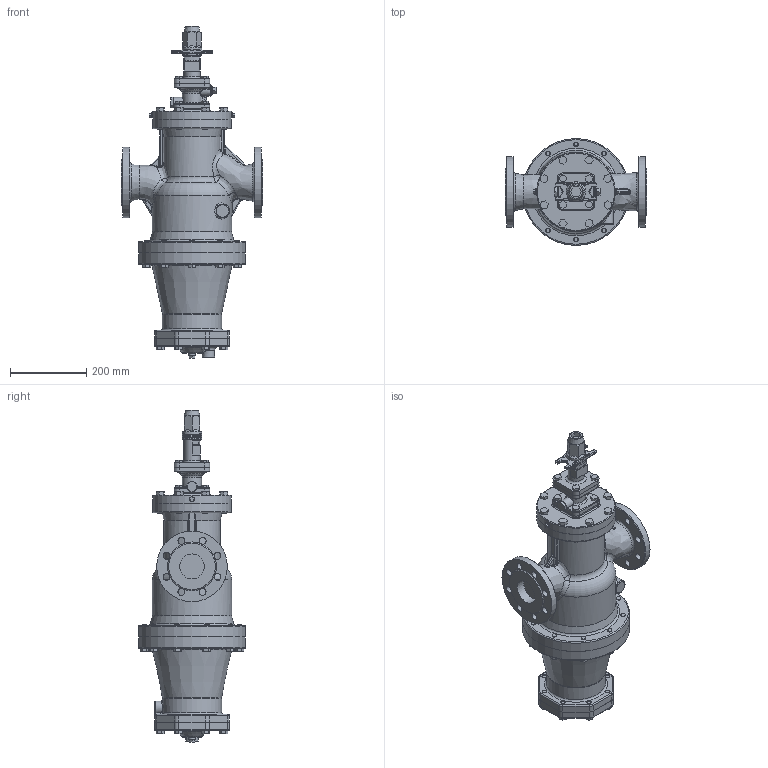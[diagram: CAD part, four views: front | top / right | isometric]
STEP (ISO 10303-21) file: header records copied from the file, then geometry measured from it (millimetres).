
FILE_DESCRIPTION(/* description */ (''),/* implementation_level */ '2;1');
FILE_NAME(/* name */ 'cos16-065-e0025-00.stp',/* time_stamp */ '2025-07-11T14:38:56+09:00',/* author */ ('shibuya'),/* organization */ (''),/* preprocessor_version */ 'ST-DEVELOPER v20',/* originating_system */ 'Autodesk Inventor 2025',/* authorisation */ '');
FILE_SCHEMA (('AUTOMOTIVE_DESIGN { 1 0 10303 214 3 1 1 }'));
Length unit declared in the file: millimetre
Products named in the file (1): cos16-065-e0025-00
Bounding box: 370 x 280 x 870.4 mm (x, y, z)
Volume: 21461456.8 mm3; surface area: 1161333.7 mm2
Topology: 6 solids, 6 shells, 1023 faces, 2405 edges, 1491 vertices
Faces by surface type: plane 496, cylinder 293, bspline 116, torus 66, sphere 30, cone 22
Full cylindrical faces by diameter (mm): 8.376 x4, 10 x4, 10.106 x26, 12 x30, 14 x26, 17.475 x1, 18 x16, 27 x1, 30 x1, 32 x1, 42 x1, 44.924 x1, 48.648 x1, 51 x1, 52 x1, 65 x2, 94.101 x1, 111.052 x1, 155 x1, 185 x2, 193.783 x1, 206 x2, 208 x1, 280 x2
Entity records: 36215 total; most frequent: CARTESIAN_POINT 12931, ORIENTED_EDGE 4782, DIRECTION 4718, EDGE_CURVE 2391, AXIS2_PLACEMENT_3D 1729, VERTEX_POINT 1491, LINE 1260, VECTOR 1260
